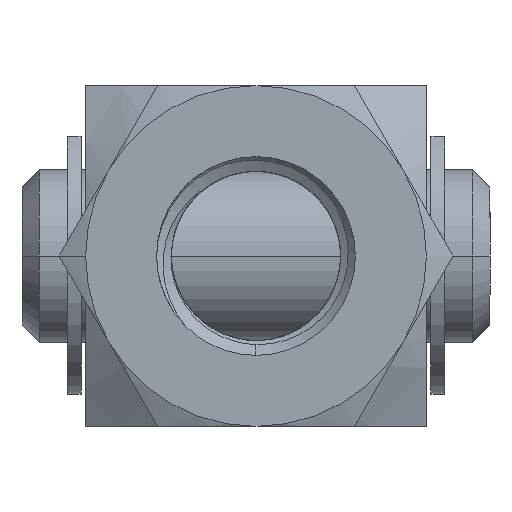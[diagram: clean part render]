
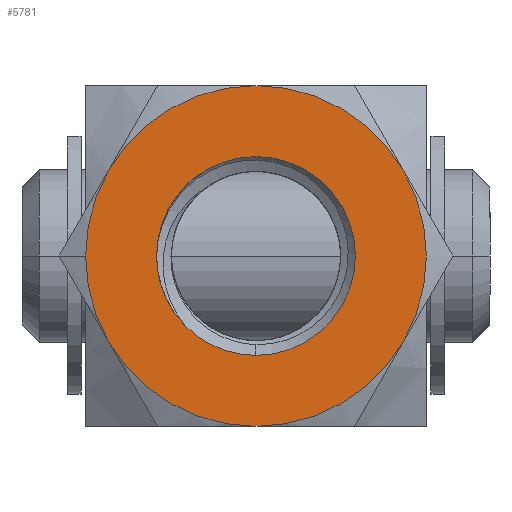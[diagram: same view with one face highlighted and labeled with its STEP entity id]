
A CAD part, front view. The second image highlights one B-rep face of the part: STEP entity #5781.
In plain terms, the highlighted planar face has unit normal (0, -1, 0).
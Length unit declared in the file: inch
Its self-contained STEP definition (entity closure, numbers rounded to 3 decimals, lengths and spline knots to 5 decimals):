
#316 = CARTESIAN_POINT ( 'NONE',  ( 0.32476, -0.3, -0.1875 ) ) ;
#320 = CARTESIAN_POINT ( 'NONE',  ( -0.15468, -0.3, -0.15468 ) ) ;
#324 = CARTESIAN_POINT ( 'NONE',  ( 0.32476, -0.3, 0.1875 ) ) ;
#349 = CARTESIAN_POINT ( 'NONE',  ( 0., -0.3, -0.375 ) ) ;
#374 = VERTEX_POINT ( 'NONE', #349 ) ;
#376 = VERTEX_POINT ( 'NONE', #316 ) ;
#390 = CARTESIAN_POINT ( 'NONE',  ( -0.375, -0.3, 0. ) ) ;
#401 = VERTEX_POINT ( 'NONE', #320 ) ;
#406 = VERTEX_POINT ( 'NONE', #324 ) ;
#434 = CARTESIAN_POINT ( 'NONE',  ( -0.32476, -0.3, -0.1875 ) ) ;
#461 = VERTEX_POINT ( 'NONE', #753 ) ;
#471 = VERTEX_POINT ( 'NONE', #743 ) ;
#485 = VERTEX_POINT ( 'NONE', #728 ) ;
#554 = VERTEX_POINT ( 'NONE', #670 ) ;
#670 = CARTESIAN_POINT ( 'NONE',  ( 0., -0.3, 0.375 ) ) ;
#728 = CARTESIAN_POINT ( 'NONE',  ( 0., -0.3, 0.21875 ) ) ;
#743 = CARTESIAN_POINT ( 'NONE',  ( 0., -0.3, -0.21875 ) ) ;
#753 = CARTESIAN_POINT ( 'NONE',  ( -0.32476, -0.3, 0.1875 ) ) ;
#1089 = VERTEX_POINT ( 'NONE', #434 ) ;
#1091 = VERTEX_POINT ( 'NONE', #390 ) ;
#1097 = VERTEX_POINT ( 'NONE', #6639 ) ;
#1358 = EDGE_CURVE ( 'NONE', #376, #374, #2401, .T. ) ;
#1360 = EDGE_CURVE ( 'NONE', #374, #1089, #2398, .T. ) ;
#1361 = EDGE_CURVE ( 'NONE', #406, #376, #2397, .T. ) ;
#1362 = EDGE_CURVE ( 'NONE', #1097, #401, #2395, .T. ) ;
#1363 = EDGE_CURVE ( 'NONE', #554, #406, #2394, .T. ) ;
#1364 = EDGE_CURVE ( 'NONE', #1091, #461, #2392, .T. ) ;
#1366 = EDGE_CURVE ( 'NONE', #461, #554, #2391, .T. ) ;
#1367 = EDGE_CURVE ( 'NONE', #401, #471, #2389, .T. ) ;
#1394 = EDGE_CURVE ( 'NONE', #471, #485, #2383, .T. ) ;
#1398 = EDGE_CURVE ( 'NONE', #485, #1097, #2382, .T. ) ;
#1444 = EDGE_CURVE ( 'NONE', #1089, #1091, #2340, .T. ) ;
#1629 = AXIS2_PLACEMENT_3D ( 'NONE', #4201, #4211, #4212 ) ;
#1630 = AXIS2_PLACEMENT_3D ( 'NONE', #4220, #4222, #4223 ) ;
#1631 = AXIS2_PLACEMENT_3D ( 'NONE', #4209, #4218, #4219 ) ;
#1632 = AXIS2_PLACEMENT_3D ( 'NONE', #4225, #4229, #4230 ) ;
#1633 = AXIS2_PLACEMENT_3D ( 'NONE', #4237, #4238, #4240 ) ;
#1634 = AXIS2_PLACEMENT_3D ( 'NONE', #4214, #4233, #4235 ) ;
#1635 = AXIS2_PLACEMENT_3D ( 'NONE', #4243, #4255, #4256 ) ;
#1636 = AXIS2_PLACEMENT_3D ( 'NONE', #4257, #4259, #4260 ) ;
#1637 = AXIS2_PLACEMENT_3D ( 'NONE', #4455, #4457, #4459 ) ;
#1638 = AXIS2_PLACEMENT_3D ( 'NONE', #4502, #4505, #4506 ) ;
#1642 = AXIS2_PLACEMENT_3D ( 'NONE', #4887, #4888, #4889 ) ;
#1707 = AXIS2_PLACEMENT_3D ( 'NONE', #9157, #9160, #9161 ) ;
#1997 = FACE_OUTER_BOUND ( 'NONE', #4309, .T. ) ;
#2003 = FACE_BOUND ( 'NONE', #4306, .T. ) ;
#2340 = CIRCLE ( 'NONE', #1642, 0.375 ) ;
#2382 = CIRCLE ( 'NONE', #1638, 0.21875 ) ;
#2383 = CIRCLE ( 'NONE', #1637, 0.21875 ) ;
#2389 = CIRCLE ( 'NONE', #1636, 0.21875 ) ;
#2391 = CIRCLE ( 'NONE', #1635, 0.375 ) ;
#2392 = CIRCLE ( 'NONE', #1633, 0.375 ) ;
#2394 = CIRCLE ( 'NONE', #1634, 0.375 ) ;
#2395 = CIRCLE ( 'NONE', #1632, 0.21875 ) ;
#2397 = CIRCLE ( 'NONE', #1630, 0.375 ) ;
#2398 = CIRCLE ( 'NONE', #1631, 0.375 ) ;
#2401 = CIRCLE ( 'NONE', #1629, 0.375 ) ;
#2913 = ORIENTED_EDGE ( 'NONE', *, *, #1363, .F. ) ;
#2914 = ORIENTED_EDGE ( 'NONE', *, *, #1366, .F. ) ;
#2915 = ORIENTED_EDGE ( 'NONE', *, *, #1398, .F. ) ;
#2917 = ORIENTED_EDGE ( 'NONE', *, *, #1394, .F. ) ;
#2923 = ORIENTED_EDGE ( 'NONE', *, *, #1364, .F. ) ;
#2925 = ORIENTED_EDGE ( 'NONE', *, *, #1367, .F. ) ;
#2926 = ORIENTED_EDGE ( 'NONE', *, *, #1362, .F. ) ;
#2944 = ORIENTED_EDGE ( 'NONE', *, *, #1444, .F. ) ;
#2945 = ORIENTED_EDGE ( 'NONE', *, *, #1358, .F. ) ;
#2951 = ORIENTED_EDGE ( 'NONE', *, *, #1361, .F. ) ;
#2954 = ORIENTED_EDGE ( 'NONE', *, *, #1360, .F. ) ;
#4201 = CARTESIAN_POINT ( 'NONE',  ( 0., -0.3, 0. ) ) ;
#4209 = CARTESIAN_POINT ( 'NONE',  ( 0., -0.3, 0. ) ) ;
#4211 = DIRECTION ( 'NONE',  ( 0., 1., 0. ) ) ;
#4212 = DIRECTION ( 'NONE',  ( 0., 0., 1. ) ) ;
#4214 = CARTESIAN_POINT ( 'NONE',  ( 0., -0.3, 0. ) ) ;
#4218 = DIRECTION ( 'NONE',  ( 0., 1., 0. ) ) ;
#4219 = DIRECTION ( 'NONE',  ( 0., 0., 1. ) ) ;
#4220 = CARTESIAN_POINT ( 'NONE',  ( 0., -0.3, 0. ) ) ;
#4222 = DIRECTION ( 'NONE',  ( 0., 1., 0. ) ) ;
#4223 = DIRECTION ( 'NONE',  ( 0., 0., 1. ) ) ;
#4225 = CARTESIAN_POINT ( 'NONE',  ( 0., -0.3, 0. ) ) ;
#4229 = DIRECTION ( 'NONE',  ( 0., -1., 0. ) ) ;
#4230 = DIRECTION ( 'NONE',  ( 0., 0., -1. ) ) ;
#4233 = DIRECTION ( 'NONE',  ( 0., 1., 0. ) ) ;
#4235 = DIRECTION ( 'NONE',  ( 0., 0., 1. ) ) ;
#4237 = CARTESIAN_POINT ( 'NONE',  ( 0., -0.3, 0. ) ) ;
#4238 = DIRECTION ( 'NONE',  ( 0., 1., 0. ) ) ;
#4240 = DIRECTION ( 'NONE',  ( 0., 0., 1. ) ) ;
#4243 = CARTESIAN_POINT ( 'NONE',  ( 0., -0.3, 0. ) ) ;
#4255 = DIRECTION ( 'NONE',  ( 0., 1., 0. ) ) ;
#4256 = DIRECTION ( 'NONE',  ( -1., 0., 0. ) ) ;
#4257 = CARTESIAN_POINT ( 'NONE',  ( 0., -0.3, 0. ) ) ;
#4259 = DIRECTION ( 'NONE',  ( 0., -1., 0. ) ) ;
#4260 = DIRECTION ( 'NONE',  ( 0., 0., -1. ) ) ;
#4306 = EDGE_LOOP ( 'NONE', ( #2926, #2915, #2917, #2925 ) ) ;
#4309 = EDGE_LOOP ( 'NONE', ( #2913, #2914, #2923, #2944, #2954, #2945, #2951 ) ) ;
#4455 = CARTESIAN_POINT ( 'NONE',  ( 0., -0.3, 0. ) ) ;
#4457 = DIRECTION ( 'NONE',  ( 0., -1., 0. ) ) ;
#4459 = DIRECTION ( 'NONE',  ( 0., 0., -1. ) ) ;
#4502 = CARTESIAN_POINT ( 'NONE',  ( 0., -0.3, 0. ) ) ;
#4505 = DIRECTION ( 'NONE',  ( 0., -1., 0. ) ) ;
#4506 = DIRECTION ( 'NONE',  ( 0., 0., -1. ) ) ;
#4887 = CARTESIAN_POINT ( 'NONE',  ( 0., -0.3, 0. ) ) ;
#4888 = DIRECTION ( 'NONE',  ( 0., 1., 0. ) ) ;
#4889 = DIRECTION ( 'NONE',  ( 0., 0., 1. ) ) ;
#5781 = ADVANCED_FACE ( 'NONE', ( #2003, #1997 ), #9158, .F. ) ;
#6639 = CARTESIAN_POINT ( 'NONE',  ( -0.21875, -0.3, 0. ) ) ;
#9157 = CARTESIAN_POINT ( 'NONE',  ( 0.64952, -0.3, -0.375 ) ) ;
#9158 = PLANE ( 'NONE',  #1707 ) ;
#9160 = DIRECTION ( 'NONE',  ( 0., 1., 0. ) ) ;
#9161 = DIRECTION ( 'NONE',  ( 0., 0., 1. ) ) ;
